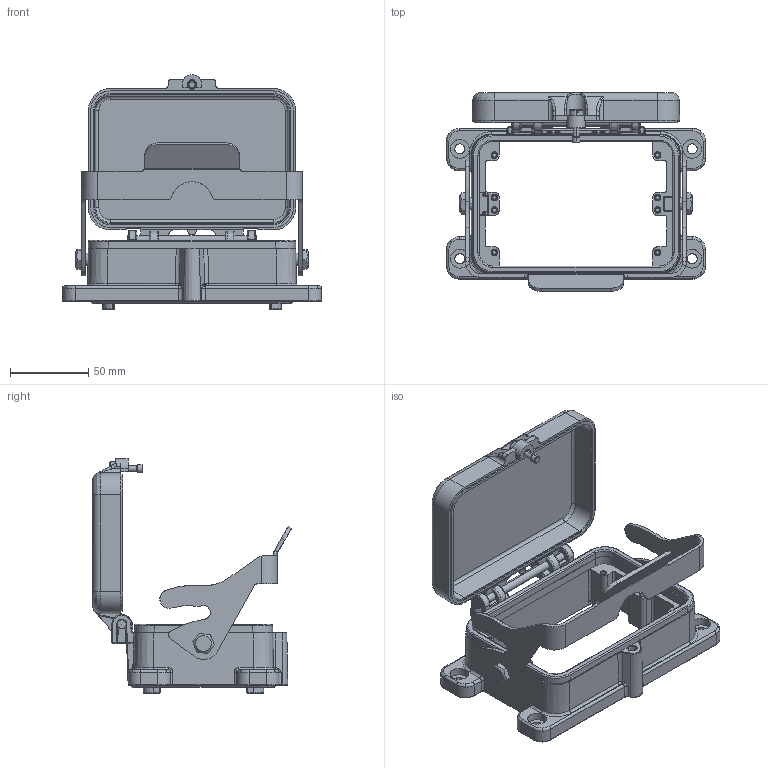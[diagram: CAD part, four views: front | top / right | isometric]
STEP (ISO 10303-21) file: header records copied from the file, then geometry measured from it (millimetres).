
FILE_DESCRIPTION (( 'STEP AP203' ), '1' );
FILE_NAME ('H48B-MBK-1L_S-MMCV.STP', '2017-08-30T12:12:01', ( '微软用户' ), ( '微软中国' ), 'SwSTEP 2.0', 'SolidWorks 2012', '' );
FILE_SCHEMA (( 'CONFIG_CONTROL_DESIGN' ));
Products named in the file (1): H48B-MBK-1L_S-MMCV
Bounding box: 164.99 x 126.52 x 149.5 mm (x, y, z)
Volume: 224071.9 mm3; surface area: 117649.6 mm2
Topology: 1 solids, 3 shells, 1306 faces, 3311 edges, 2023 vertices
Faces by surface type: cylinder 478, bspline 373, plane 337, cone 95, torus 23
Entity records: 59124 total; most frequent: CARTESIAN_POINT 31467, ORIENTED_EDGE 6584, DIRECTION 4568, EDGE_CURVE 3292, VERTEX_POINT 2023, AXIS2_PLACEMENT_3D 1626, EDGE_LOOP 1361, LINE 1316
